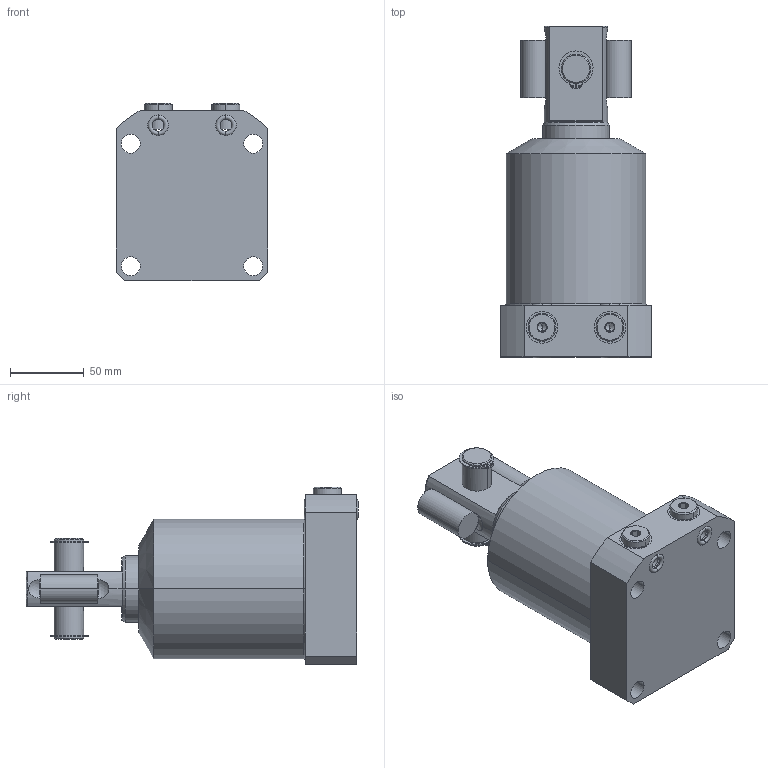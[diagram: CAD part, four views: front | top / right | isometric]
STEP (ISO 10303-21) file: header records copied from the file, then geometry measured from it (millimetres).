
FILE_DESCRIPTION((''),'2;1');
FILE_NAME('ILCML1418010R0','2015-03-25T',('maj'),(''),'PRO/ENGINEER BY PARAMETRIC TECHNOLOGY CORPORATION, 2013320','PRO/ENGINEER BY PARAMETRIC TECHNOLOGY CORPORATION, 2013320','');
FILE_SCHEMA(('AUTOMOTIVE_DESIGN { 1 0 10303 214 1 1 1 1 }'));
Length unit declared in the file: millimetre
Products named in the file (1): ILCML1418010R0
Bounding box: 103 x 225 x 120.55 mm (x, y, z)
Volume: 1274735.9 mm3; surface area: 99672.7 mm2
Topology: 7 solids, 13 shells, 244 faces, 582 edges, 370 vertices
Faces by surface type: cylinder 100, plane 80, cone 40, torus 20, sphere 4
Entity records: 9275 total; most frequent: CARTESIAN_POINT 1522, DIRECTION 1328, ORIENTED_EDGE 1132, PRESENTATION_STYLE_ASSIGNMENT 591, STYLED_ITEM 591, CURVE_STYLE 578, EDGE_CURVE 578, AXIS2_PLACEMENT_3D 541
